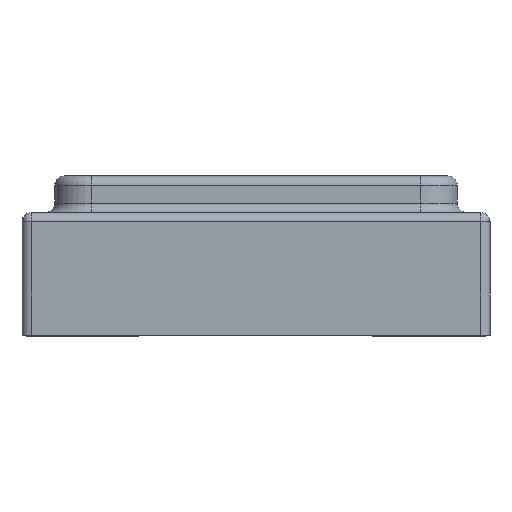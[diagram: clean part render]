
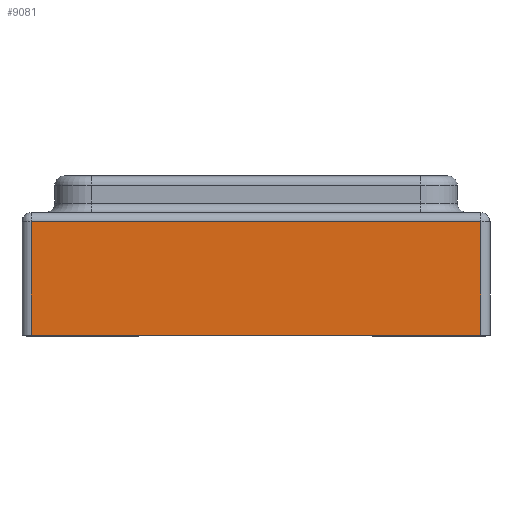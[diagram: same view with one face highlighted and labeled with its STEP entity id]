
A CAD part, left-side view. The second image highlights one B-rep face of the part: STEP entity #9081.
In plain terms, the highlighted planar face has unit normal (-1, 0, 0).
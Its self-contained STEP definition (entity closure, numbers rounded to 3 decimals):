
#38 = EDGE_LOOP ( 'NONE', ( #5533, #5161, #4535, #10267 ) ) ;
#1419 = EDGE_CURVE ( 'NONE', #4304, #8586, #11612, .T. ) ;
#1895 = LINE ( 'NONE', #3150, #6808 ) ;
#2184 = LINE ( 'NONE', #12677, #9432 ) ;
#2598 = DIRECTION ( 'NONE',  ( 1., 0., 0. ) ) ;
#2656 = CARTESIAN_POINT ( 'NONE',  ( -3.5, -2.4, 1.21 ) ) ;
#3021 = LINE ( 'NONE', #2656, #7926 ) ;
#3150 = CARTESIAN_POINT ( 'NONE',  ( -3.5, 2.4, 1.21 ) ) ;
#3280 = VERTEX_POINT ( 'NONE', #3291 ) ;
#3291 = CARTESIAN_POINT ( 'NONE',  ( -3.5, 2.4, 0.01 ) ) ;
#3309 = DIRECTION ( 'NONE',  ( 0., 1., 0. ) ) ;
#3741 = VECTOR ( 'NONE', #3309, 1000. ) ;
#4127 = DIRECTION ( 'NONE',  ( 0., 0., -1. ) ) ;
#4304 = VERTEX_POINT ( 'NONE', #6087 ) ;
#4535 = ORIENTED_EDGE ( 'NONE', *, *, #12042, .T. ) ;
#5161 = ORIENTED_EDGE ( 'NONE', *, *, #1419, .T. ) ;
#5533 = ORIENTED_EDGE ( 'NONE', *, *, #7848, .T. ) ;
#6087 = CARTESIAN_POINT ( 'NONE',  ( -3.5, -2.4, 1.22 ) ) ;
#6234 = EDGE_CURVE ( 'NONE', #3280, #6772, #2184, .T. ) ;
#6356 = PLANE ( 'NONE',  #6667 ) ;
#6667 = AXIS2_PLACEMENT_3D ( 'NONE', #8466, #2598, #9470 ) ;
#6772 = VERTEX_POINT ( 'NONE', #12063 ) ;
#6808 = VECTOR ( 'NONE', #4127, 1000. ) ;
#7572 = FACE_OUTER_BOUND ( 'NONE', #38, .T. ) ;
#7735 = DIRECTION ( 'NONE',  ( 0., -1., 0. ) ) ;
#7848 = EDGE_CURVE ( 'NONE', #6772, #4304, #3021, .T. ) ;
#7926 = VECTOR ( 'NONE', #12569, 1000. ) ;
#8466 = CARTESIAN_POINT ( 'NONE',  ( -3.5, -2.5, 1.21 ) ) ;
#8586 = VERTEX_POINT ( 'NONE', #12130 ) ;
#9081 = ADVANCED_FACE ( 'NONE', ( #7572 ), #6356, .F. ) ;
#9432 = VECTOR ( 'NONE', #7735, 1000. ) ;
#9470 = DIRECTION ( 'NONE',  ( 0., 0., -1. ) ) ;
#10267 = ORIENTED_EDGE ( 'NONE', *, *, #6234, .T. ) ;
#11098 = CARTESIAN_POINT ( 'NONE',  ( -3.5, 2.4, 1.22 ) ) ;
#11612 = LINE ( 'NONE', #11098, #3741 ) ;
#12042 = EDGE_CURVE ( 'NONE', #8586, #3280, #1895, .T. ) ;
#12063 = CARTESIAN_POINT ( 'NONE',  ( -3.5, -2.4, 0.01 ) ) ;
#12130 = CARTESIAN_POINT ( 'NONE',  ( -3.5, 2.4, 1.22 ) ) ;
#12569 = DIRECTION ( 'NONE',  ( 0., 0., 1. ) ) ;
#12677 = CARTESIAN_POINT ( 'NONE',  ( -3.5, -2.5, 0.01 ) ) ;
